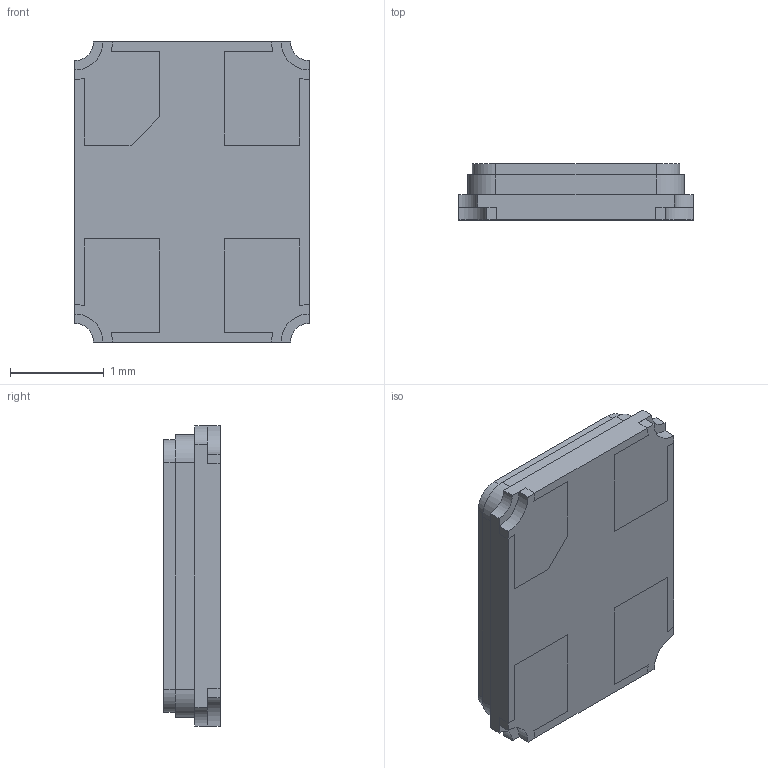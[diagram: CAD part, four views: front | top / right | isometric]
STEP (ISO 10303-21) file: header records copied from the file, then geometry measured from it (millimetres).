
FILE_DESCRIPTION (( 'STEP AP214' ), '1' );
FILE_NAME ('TSX-3225 50.0000MF25V-W.STEP', '2022-12-21T12:02:24', ( '' ), ( '' ), 'SwSTEP 2.0', 'SolidWorks 2021', '' );
FILE_SCHEMA (( 'AUTOMOTIVE_DESIGN' ));
Length unit declared in the file: millimetre
Products named in the file (1): TSX-3225 50.0000MF25V-W
Bounding box: 2.5 x 0.6 x 3.2 mm (x, y, z)
Volume: 4.3 mm3; surface area: 58.4 mm2
Topology: 8 solids, 8 shells, 111 faces, 282 edges, 188 vertices
Faces by surface type: plane 75, cylinder 36
Entity records: 3445 total; most frequent: CARTESIAN_POINT 582, DIRECTION 578, ORIENTED_EDGE 564, EDGE_CURVE 282, LINE 210, VECTOR 210, VERTEX_POINT 188, AXIS2_PLACEMENT_3D 184
